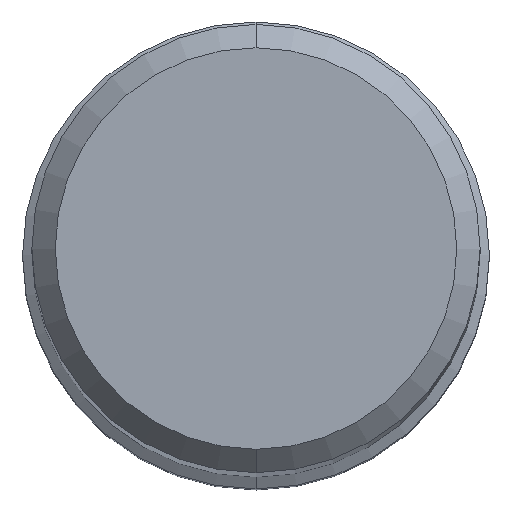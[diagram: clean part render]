
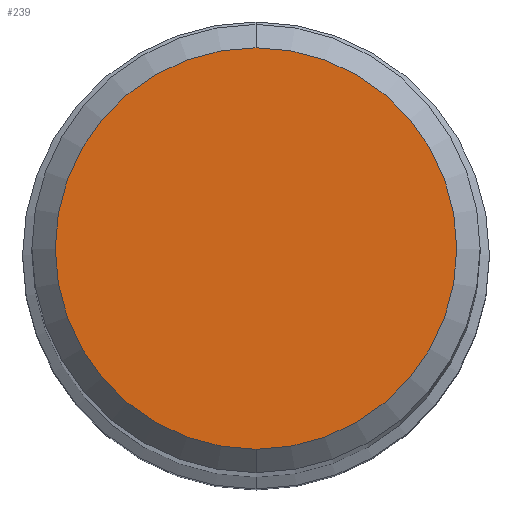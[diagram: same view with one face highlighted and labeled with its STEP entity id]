
A CAD part, top view. The second image highlights one B-rep face of the part: STEP entity #239.
In plain terms, the highlighted planar face has unit normal (0, 0, 1).
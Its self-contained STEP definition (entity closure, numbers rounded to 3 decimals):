
#239=ADVANCED_FACE('',(#629),#630,.T.);
#271=VERTEX_POINT('',#662);
#427=EDGE_CURVE('',#455,#271,#834,.T.);
#439=EDGE_CURVE('',#271,#455,#847,.T.);
#455=VERTEX_POINT('',#866);
#629=FACE_OUTER_BOUND('',#1052,.T.);
#630=PLANE('',#1053);
#662=CARTESIAN_POINT('',(0.0,4.3,0.0));
#834=CIRCLE('',#1414,4.3);
#847=CIRCLE('',#1431,4.3);
#866=CARTESIAN_POINT('',(0.,-4.3,0.0));
#1052=EDGE_LOOP('',(#1830,#1831));
#1053=AXIS2_PLACEMENT_3D('',#1832,#1833,#1834);
#1414=AXIS2_PLACEMENT_3D('',#2052,#2053,#2054);
#1431=AXIS2_PLACEMENT_3D('',#2067,#2068,#2069);
#1830=ORIENTED_EDGE('',*,*,#439,.F.);
#1831=ORIENTED_EDGE('',*,*,#427,.F.);
#1832=CARTESIAN_POINT('',(0.0,2.15,0.0));
#1833=DIRECTION('',(-0.0,0.0,1.0));
#1834=DIRECTION('',(0.0,-1.0,0.0));
#2052=CARTESIAN_POINT('',(0.0,0.0,0.0));
#2053=DIRECTION('',(0.0,0.0,-1.0));
#2054=DIRECTION('',(0.0,1.0,0.0));
#2067=CARTESIAN_POINT('',(0.0,0.0,0.0));
#2068=DIRECTION('',(0.0,0.0,-1.0));
#2069=DIRECTION('',(0.0,1.0,0.0));
